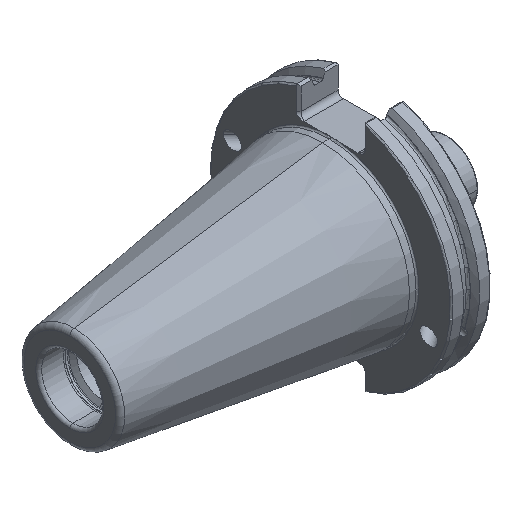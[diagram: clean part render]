
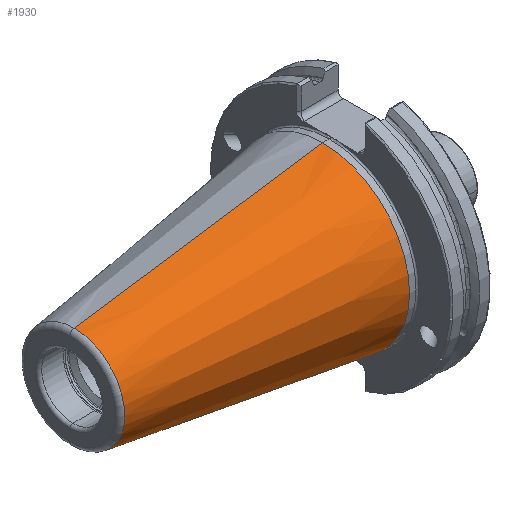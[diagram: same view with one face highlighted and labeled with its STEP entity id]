
A CAD part, isometric view. The second image highlights one B-rep face of the part: STEP entity #1930.
In plain terms, the highlighted conical face has half-angle 8.297 degrees and reference radius 34.925 mm.
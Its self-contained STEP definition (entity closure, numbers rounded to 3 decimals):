
#164 = DIRECTION ( 'NONE',  ( 0., 0., 1. ) ) ;
#180 = EDGE_CURVE ( 'NONE', #3170, #710, #3274, .T. ) ;
#328 = CARTESIAN_POINT ( 'NONE',  ( 0., 0., 34.925 ) ) ;
#437 = CIRCLE ( 'NONE', #2005, 20.358 ) ;
#535 = EDGE_CURVE ( 'NONE', #3172, #710, #3801, .T. ) ;
#710 = VERTEX_POINT ( 'NONE', #328 ) ;
#715 = DIRECTION ( 'NONE',  ( -1., 0., 0. ) ) ;
#758 = CARTESIAN_POINT ( 'NONE',  ( -99.889, 0., -20.358 ) ) ;
#820 = DIRECTION ( 'NONE',  ( 0.99, 0., -0.144 ) ) ;
#834 = CARTESIAN_POINT ( 'NONE',  ( 0., 0., -34.925 ) ) ;
#916 = DIRECTION ( 'NONE',  ( 0., 0., 1. ) ) ;
#1150 = ORIENTED_EDGE ( 'NONE', *, *, #180, .F. ) ;
#1332 = FACE_OUTER_BOUND ( 'NONE', #2408, .T. ) ;
#1443 = VERTEX_POINT ( 'NONE', #758 ) ;
#1691 = AXIS2_PLACEMENT_3D ( 'NONE', #5778, #715, #916 ) ;
#1930 = ADVANCED_FACE ( 'NONE', ( #1332 ), #4675, .T. ) ;
#2005 = AXIS2_PLACEMENT_3D ( 'NONE', #5581, #2910, #164 ) ;
#2408 = EDGE_LOOP ( 'NONE', ( #1150, #4775, #5078, #2952 ) ) ;
#2809 = CARTESIAN_POINT ( 'NONE',  ( 0., 0., 34.925 ) ) ;
#2855 = DIRECTION ( 'NONE',  ( 0.99, 0., 0.144 ) ) ;
#2910 = DIRECTION ( 'NONE',  ( -1., 0., 0. ) ) ;
#2952 = ORIENTED_EDGE ( 'NONE', *, *, #535, .T. ) ;
#3107 = LINE ( 'NONE', #834, #5483 ) ;
#3170 = VERTEX_POINT ( 'NONE', #5515 ) ;
#3172 = VERTEX_POINT ( 'NONE', #5619 ) ;
#3274 = LINE ( 'NONE', #2809, #3836 ) ;
#3649 = DIRECTION ( 'NONE',  ( 0., 0., -1. ) ) ;
#3671 = EDGE_CURVE ( 'NONE', #1443, #3172, #3107, .T. ) ;
#3801 = CIRCLE ( 'NONE', #1691, 34.925 ) ;
#3836 = VECTOR ( 'NONE', #2855, 1000. ) ;
#4181 = DIRECTION ( 'NONE',  ( 1., 0., 0. ) ) ;
#4397 = AXIS2_PLACEMENT_3D ( 'NONE', #4552, #4181, #3649 ) ;
#4552 = CARTESIAN_POINT ( 'NONE',  ( 0., 0., 0. ) ) ;
#4675 = CONICAL_SURFACE ( 'NONE', #4397, 34.925, 0.145 ) ;
#4775 = ORIENTED_EDGE ( 'NONE', *, *, #5372, .F. ) ;
#5078 = ORIENTED_EDGE ( 'NONE', *, *, #3671, .T. ) ;
#5372 = EDGE_CURVE ( 'NONE', #1443, #3170, #437, .T. ) ;
#5483 = VECTOR ( 'NONE', #820, 1000. ) ;
#5515 = CARTESIAN_POINT ( 'NONE',  ( -99.889, 0., 20.358 ) ) ;
#5581 = CARTESIAN_POINT ( 'NONE',  ( -99.889, 0., 0. ) ) ;
#5619 = CARTESIAN_POINT ( 'NONE',  ( 0., 0., -34.925 ) ) ;
#5778 = CARTESIAN_POINT ( 'NONE',  ( 0., 0., 0. ) ) ;
